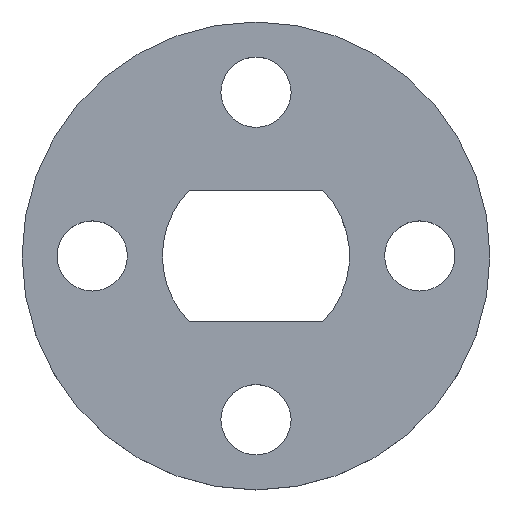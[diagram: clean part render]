
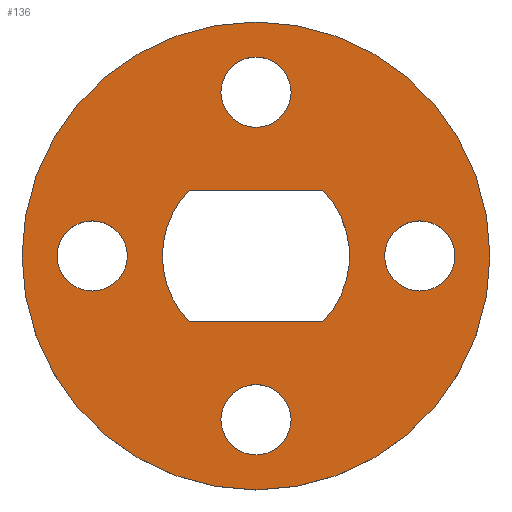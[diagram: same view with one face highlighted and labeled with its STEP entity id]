
A CAD part, top view. The second image highlights one B-rep face of the part: STEP entity #136.
In plain terms, the highlighted planar face has unit normal (0, 0, 1).
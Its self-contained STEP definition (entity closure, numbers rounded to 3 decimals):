
#3 = AXIS2_PLACEMENT_3D ( 'NONE', #137, #103, #346 ) ;
#14 = CIRCLE ( 'NONE', #543, 10. ) ;
#15 = CARTESIAN_POINT ( 'NONE',  ( 0., 0., 2. ) ) ;
#20 = ORIENTED_EDGE ( 'NONE', *, *, #231, .F. ) ;
#22 = DIRECTION ( 'NONE',  ( 0., 0., 1. ) ) ;
#24 = CARTESIAN_POINT ( 'NONE',  ( 0., -7., 2. ) ) ;
#25 = DIRECTION ( 'NONE',  ( 1., 0., 0. ) ) ;
#28 = FACE_BOUND ( 'NONE', #338, .T. ) ;
#31 = FACE_BOUND ( 'NONE', #195, .T. ) ;
#36 = CARTESIAN_POINT ( 'NONE',  ( -7., 0., 2. ) ) ;
#42 = CIRCLE ( 'NONE', #417, 1.5 ) ;
#52 = CARTESIAN_POINT ( 'NONE',  ( -7., 0., 2. ) ) ;
#54 = CIRCLE ( 'NONE', #280, 1.5 ) ;
#59 = EDGE_CURVE ( 'NONE', #402, #118, #237, .T. ) ;
#60 = CARTESIAN_POINT ( 'NONE',  ( -4., 0., 2. ) ) ;
#67 = CIRCLE ( 'NONE', #406, 1.5 ) ;
#70 = CARTESIAN_POINT ( 'NONE',  ( 1.5, 7., 2. ) ) ;
#72 = EDGE_CURVE ( 'NONE', #285, #506, #292, .T. ) ;
#75 = CARTESIAN_POINT ( 'NONE',  ( 10., 0., 2. ) ) ;
#82 = CARTESIAN_POINT ( 'NONE',  ( -10., 0., 2. ) ) ;
#85 = DIRECTION ( 'NONE',  ( 1., 0., 0. ) ) ;
#87 = AXIS2_PLACEMENT_3D ( 'NONE', #452, #601, #254 ) ;
#94 = DIRECTION ( 'NONE',  ( 0., 0., -1. ) ) ;
#95 = VERTEX_POINT ( 'NONE', #82 ) ;
#97 = DIRECTION ( 'NONE',  ( 0., 0., 1. ) ) ;
#100 = AXIS2_PLACEMENT_3D ( 'NONE', #355, #97, #586 ) ;
#103 = DIRECTION ( 'NONE',  ( 0., 0., 1. ) ) ;
#110 = AXIS2_PLACEMENT_3D ( 'NONE', #430, #570, #379 ) ;
#113 = VERTEX_POINT ( 'NONE', #629 ) ;
#118 = VERTEX_POINT ( 'NONE', #535 ) ;
#119 = CIRCLE ( 'NONE', #262, 4. ) ;
#121 = AXIS2_PLACEMENT_3D ( 'NONE', #436, #22, #439 ) ;
#124 = CARTESIAN_POINT ( 'NONE',  ( 0., 2.8, 2. ) ) ;
#127 = FACE_BOUND ( 'NONE', #173, .T. ) ;
#130 = CARTESIAN_POINT ( 'NONE',  ( 0., 7., 2. ) ) ;
#131 = CIRCLE ( 'NONE', #3, 1.5 ) ;
#136 = ADVANCED_FACE ( 'NONE', ( #377, #28, #568, #31, #127, #520 ), #388, .T. ) ;
#137 = CARTESIAN_POINT ( 'NONE',  ( 0., -7., 2. ) ) ;
#140 = EDGE_CURVE ( 'NONE', #428, #258, #54, .T. ) ;
#152 = CIRCLE ( 'NONE', #121, 4. ) ;
#158 = DIRECTION ( 'NONE',  ( 0., 0., 1. ) ) ;
#159 = EDGE_CURVE ( 'NONE', #213, #113, #131, .T. ) ;
#164 = CARTESIAN_POINT ( 'NONE',  ( -8.5, 0., 2. ) ) ;
#173 = EDGE_LOOP ( 'NONE', ( #438, #516 ) ) ;
#183 = ORIENTED_EDGE ( 'NONE', *, *, #294, .T. ) ;
#195 = EDGE_LOOP ( 'NONE', ( #453, #20 ) ) ;
#206 = AXIS2_PLACEMENT_3D ( 'NONE', #15, #158, #373 ) ;
#207 = EDGE_CURVE ( 'NONE', #118, #402, #239, .T. ) ;
#213 = VERTEX_POINT ( 'NONE', #257 ) ;
#219 = CIRCLE ( 'NONE', #573, 10. ) ;
#226 = ORIENTED_EDGE ( 'NONE', *, *, #344, .F. ) ;
#228 = ORIENTED_EDGE ( 'NONE', *, *, #72, .T. ) ;
#231 = EDGE_CURVE ( 'NONE', #501, #323, #329, .T. ) ;
#233 = ORIENTED_EDGE ( 'NONE', *, *, #354, .F. ) ;
#237 = CIRCLE ( 'NONE', #371, 1.5 ) ;
#238 = CARTESIAN_POINT ( 'NONE',  ( 0., 0., 2. ) ) ;
#239 = CIRCLE ( 'NONE', #340, 1.5 ) ;
#243 = DIRECTION ( 'NONE',  ( 1., 0., 0. ) ) ;
#245 = CARTESIAN_POINT ( 'NONE',  ( 0., -2.8, 2. ) ) ;
#247 = EDGE_CURVE ( 'NONE', #323, #501, #533, .T. ) ;
#248 = DIRECTION ( 'NONE',  ( -1., 0., 0. ) ) ;
#251 = EDGE_LOOP ( 'NONE', ( #228, #233, #343, #226, #183 ) ) ;
#254 = DIRECTION ( 'NONE',  ( 1., 0., 0. ) ) ;
#257 = CARTESIAN_POINT ( 'NONE',  ( 1.5, -7., 2. ) ) ;
#258 = VERTEX_POINT ( 'NONE', #264 ) ;
#260 = DIRECTION ( 'NONE',  ( 1., 0., 0. ) ) ;
#262 = AXIS2_PLACEMENT_3D ( 'NONE', #537, #94, #248 ) ;
#264 = CARTESIAN_POINT ( 'NONE',  ( -1.5, 7., 2. ) ) ;
#266 = DIRECTION ( 'NONE',  ( -1., 0., 0. ) ) ;
#267 = EDGE_LOOP ( 'NONE', ( #425, #477 ) ) ;
#270 = VERTEX_POINT ( 'NONE', #358 ) ;
#280 = AXIS2_PLACEMENT_3D ( 'NONE', #130, #434, #625 ) ;
#285 = VERTEX_POINT ( 'NONE', #489 ) ;
#292 = LINE ( 'NONE', #245, #382 ) ;
#294 = EDGE_CURVE ( 'NONE', #525, #285, #119, .T. ) ;
#300 = DIRECTION ( 'NONE',  ( 0., 0., 1. ) ) ;
#301 = CIRCLE ( 'NONE', #206, 4. ) ;
#312 = LINE ( 'NONE', #124, #571 ) ;
#323 = VERTEX_POINT ( 'NONE', #613 ) ;
#325 = VERTEX_POINT ( 'NONE', #60 ) ;
#329 = CIRCLE ( 'NONE', #87, 1.5 ) ;
#331 = DIRECTION ( 'NONE',  ( 0., 0., 1. ) ) ;
#334 = CARTESIAN_POINT ( 'NONE',  ( 0., 7., 2. ) ) ;
#338 = EDGE_LOOP ( 'NONE', ( #593, #432 ) ) ;
#339 = DIRECTION ( 'NONE',  ( 0., 0., 1. ) ) ;
#340 = AXIS2_PLACEMENT_3D ( 'NONE', #52, #300, #260 ) ;
#343 = ORIENTED_EDGE ( 'NONE', *, *, #637, .F. ) ;
#344 = EDGE_CURVE ( 'NONE', #525, #270, #312, .T. ) ;
#346 = DIRECTION ( 'NONE',  ( 1., 0., 0. ) ) ;
#347 = ORIENTED_EDGE ( 'NONE', *, *, #551, .T. ) ;
#354 = EDGE_CURVE ( 'NONE', #325, #506, #301, .T. ) ;
#355 = CARTESIAN_POINT ( 'NONE',  ( 7., 0., 2. ) ) ;
#358 = CARTESIAN_POINT ( 'NONE',  ( -2.857, 2.8, 2. ) ) ;
#371 = AXIS2_PLACEMENT_3D ( 'NONE', #36, #331, #25 ) ;
#373 = DIRECTION ( 'NONE',  ( -1., 0., 0. ) ) ;
#377 = FACE_BOUND ( 'NONE', #267, .T. ) ;
#379 = DIRECTION ( 'NONE',  ( 1., 0., 0. ) ) ;
#382 = VECTOR ( 'NONE', #385, 1000. ) ;
#385 = DIRECTION ( 'NONE',  ( -1., 0., 0. ) ) ;
#388 = PLANE ( 'NONE',  #110 ) ;
#402 = VERTEX_POINT ( 'NONE', #164 ) ;
#406 = AXIS2_PLACEMENT_3D ( 'NONE', #334, #339, #85 ) ;
#416 = ORIENTED_EDGE ( 'NONE', *, *, #569, .T. ) ;
#417 = AXIS2_PLACEMENT_3D ( 'NONE', #24, #427, #624 ) ;
#421 = CARTESIAN_POINT ( 'NONE',  ( 8.5, 0., 2. ) ) ;
#425 = ORIENTED_EDGE ( 'NONE', *, *, #59, .F. ) ;
#427 = DIRECTION ( 'NONE',  ( 0., 0., 1. ) ) ;
#428 = VERTEX_POINT ( 'NONE', #70 ) ;
#430 = CARTESIAN_POINT ( 'NONE',  ( 0., 0., 2. ) ) ;
#432 = ORIENTED_EDGE ( 'NONE', *, *, #140, .F. ) ;
#434 = DIRECTION ( 'NONE',  ( 0., 0., 1. ) ) ;
#436 = CARTESIAN_POINT ( 'NONE',  ( 0., 0., 2. ) ) ;
#438 = ORIENTED_EDGE ( 'NONE', *, *, #539, .F. ) ;
#439 = DIRECTION ( 'NONE',  ( -1., 0., 0. ) ) ;
#452 = CARTESIAN_POINT ( 'NONE',  ( 7., 0., 2. ) ) ;
#453 = ORIENTED_EDGE ( 'NONE', *, *, #247, .F. ) ;
#475 = DIRECTION ( 'NONE',  ( 1., 0., 0. ) ) ;
#477 = ORIENTED_EDGE ( 'NONE', *, *, #207, .F. ) ;
#478 = CARTESIAN_POINT ( 'NONE',  ( -2.857, -2.8, 2. ) ) ;
#480 = CARTESIAN_POINT ( 'NONE',  ( 0., 0., 2. ) ) ;
#489 = CARTESIAN_POINT ( 'NONE',  ( 2.857, -2.8, 2. ) ) ;
#501 = VERTEX_POINT ( 'NONE', #421 ) ;
#506 = VERTEX_POINT ( 'NONE', #478 ) ;
#516 = ORIENTED_EDGE ( 'NONE', *, *, #159, .F. ) ;
#519 = DIRECTION ( 'NONE',  ( 0., 0., 1. ) ) ;
#520 = FACE_BOUND ( 'NONE', #251, .T. ) ;
#525 = VERTEX_POINT ( 'NONE', #579 ) ;
#529 = DIRECTION ( 'NONE',  ( 0., 0., 1. ) ) ;
#533 = CIRCLE ( 'NONE', #100, 1.5 ) ;
#535 = CARTESIAN_POINT ( 'NONE',  ( -5.5, 0., 2. ) ) ;
#537 = CARTESIAN_POINT ( 'NONE',  ( 0., 0., 2. ) ) ;
#538 = VERTEX_POINT ( 'NONE', #75 ) ;
#539 = EDGE_CURVE ( 'NONE', #113, #213, #42, .T. ) ;
#543 = AXIS2_PLACEMENT_3D ( 'NONE', #480, #529, #243 ) ;
#551 = EDGE_CURVE ( 'NONE', #95, #538, #219, .T. ) ;
#552 = EDGE_LOOP ( 'NONE', ( #347, #416 ) ) ;
#568 = FACE_OUTER_BOUND ( 'NONE', #552, .T. ) ;
#569 = EDGE_CURVE ( 'NONE', #538, #95, #14, .T. ) ;
#570 = DIRECTION ( 'NONE',  ( 0., 0., 1. ) ) ;
#571 = VECTOR ( 'NONE', #266, 1000. ) ;
#573 = AXIS2_PLACEMENT_3D ( 'NONE', #238, #519, #475 ) ;
#579 = CARTESIAN_POINT ( 'NONE',  ( 2.857, 2.8, 2. ) ) ;
#586 = DIRECTION ( 'NONE',  ( 1., 0., 0. ) ) ;
#593 = ORIENTED_EDGE ( 'NONE', *, *, #619, .F. ) ;
#601 = DIRECTION ( 'NONE',  ( 0., 0., 1. ) ) ;
#613 = CARTESIAN_POINT ( 'NONE',  ( 5.5, 0., 2. ) ) ;
#619 = EDGE_CURVE ( 'NONE', #258, #428, #67, .T. ) ;
#624 = DIRECTION ( 'NONE',  ( 1., 0., 0. ) ) ;
#625 = DIRECTION ( 'NONE',  ( 1., 0., 0. ) ) ;
#629 = CARTESIAN_POINT ( 'NONE',  ( -1.5, -7., 2. ) ) ;
#637 = EDGE_CURVE ( 'NONE', #270, #325, #152, .T. ) ;
